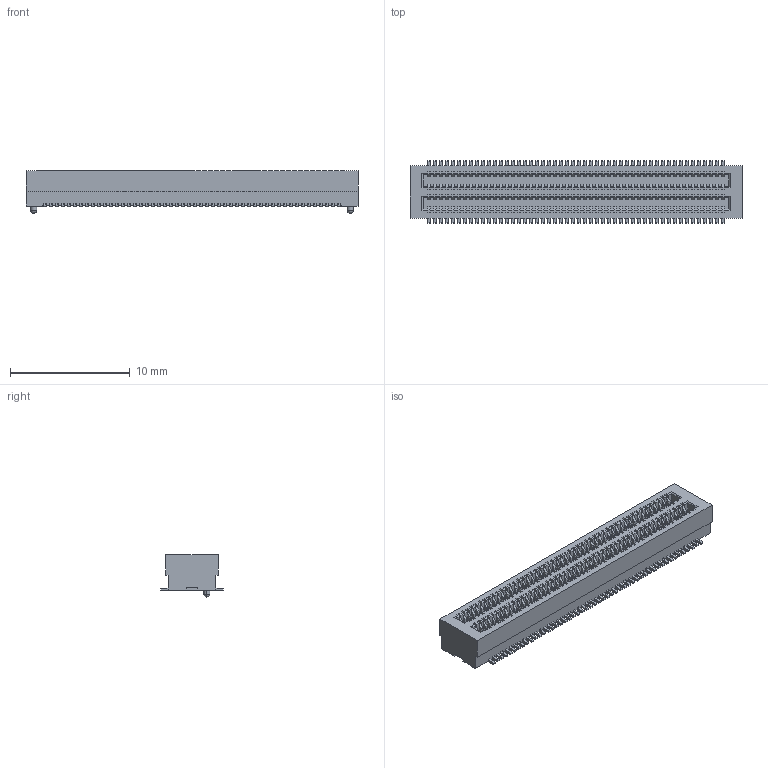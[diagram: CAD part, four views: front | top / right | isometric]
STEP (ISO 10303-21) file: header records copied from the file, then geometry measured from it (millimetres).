
FILE_DESCRIPTION (( 'STEP AP214' ), '1' );
FILE_NAME ('FBB05002-F100S1003K6MH30-REF.STEP', '2025-01-07T03:19:14', ( '' ), ( '' ), 'SwSTEP 2.0', 'SolidWorks 2021', '' );
FILE_SCHEMA (( 'AUTOMOTIVE_DESIGN' ));
Length unit declared in the file: millimetre
Products named in the file (1): FBB05002-F100S1003K6MH30-REF
Bounding box: 27.7 x 5.2 x 3.55 mm (x, y, z)
Volume: 234 mm3; surface area: 821 mm2
Topology: 1 solids, 1 shells, 4148 faces, 11324 edges, 7278 vertices
Faces by surface type: plane 4140, cylinder 4, sphere 4
Entity records: 127206 total; most frequent: CARTESIAN_POINT 22739, ORIENTED_EDGE 22632, DIRECTION 19626, EDGE_CURVE 11316, VECTOR 11304, LINE 11304, VERTEX_POINT 7274, EDGE_LOOP 4252
